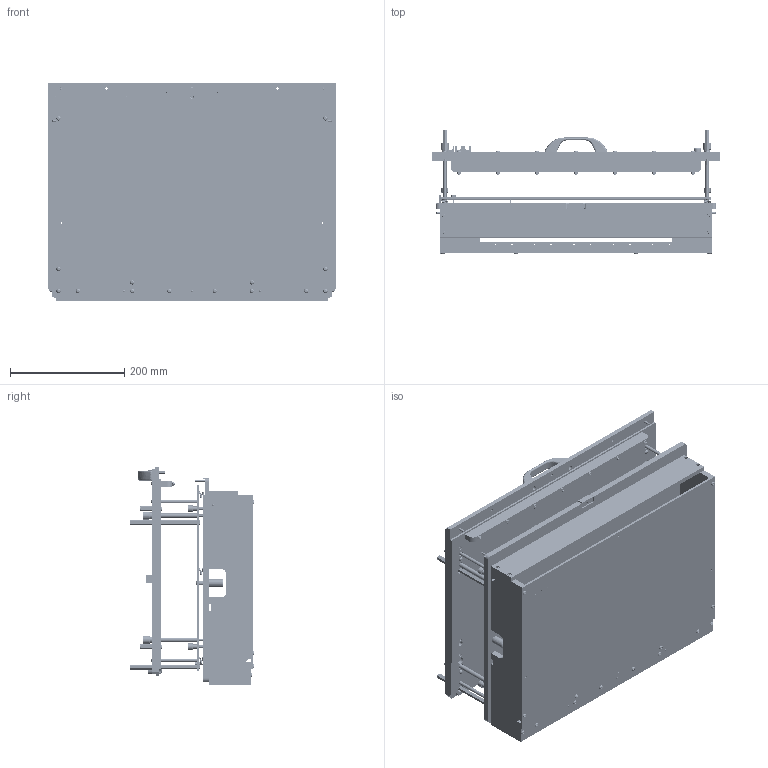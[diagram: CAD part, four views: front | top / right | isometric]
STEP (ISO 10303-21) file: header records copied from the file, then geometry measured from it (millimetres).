
FILE_DESCRIPTION (( 'STEP AP214' ), '1' );
FILE_NAME ('INGUN_108813.STEP', '2022-07-22T06:44:56', ( '' ), ( '' ), 'SwSTEP 2.0', 'SolidWorks 2018', '' );
FILE_SCHEMA (( 'AUTOMOTIVE_DESIGN' ));
Length unit declared in the file: millimetre
Products named in the file (58): GKS-114-0015~-g-k-s_Hub = 08,0 <S>; 108751~1; 45878~2_S; DIN934~n_M04,0; Gewindebuchse~n_M04-09,5 offen; 114220~0_S; DIN914~n_M04,0x25; 3917~3_M 3 A; DIN125~n_03,2 M03,0; INGUN_108813; 46862~0_S; 108753~1_S; 41899~3_flexiebel <S>; 3699~0; ISO7380~n_M04,0x020; DIN6325~n_03,0m6x016; 53731~0; DIN912~n_M04,0x012; 47719~0_S; 45716~1_flexibel <S>; DIN7979~n_04,0m6x020M3; SKB-II~-s-k-i-i_M4,0x73 St; 108752~1_S; ISO7380~n_M03,0x006; 108751~1_S; 2393~0_S; ISO7380~n_M04,0x040; 108523~0_S; ISO7380~n_M04,0x012; SKB-II~-s-k-i-i_M4,0x40 Ku; 32457~0_S; 113166~0_S; 53338~0; 108770~1_S; 41880~3; DIN6325~n_03,0m6x024; 3283~0; DIN6325~n_04,0m6x016; 41367~6_S; 46869~0_S ...
Assembly tree (159 placements, depth 4):
  INGUN_108813
    108754~1_S
      45716~1_flexibel <S>
        32457~0_S
        DIN7979~n_04,0m6x020M3  x2
        ISO7380~n_M03,0x006  x2
        41369~1_S  x4
        ISO7380~n_M04,0x020  x4
        DIN912~n_M03,0x012  x2
        2393~0_S  x2
        DIN125~n_03,2 M03,0  x2
      108753~1_S
      41367~6_S  x3
      ISO7380~n_M04,0x040  x7
      DIN934~n_M04,0  x7
      SKB-II~-s-k-i-i_M4,0x73 St  x4
      SKB-II~-s-k-i-i_M4,0x40 Ku  x4
      46862~0_S
      3283~0  x4
      DIN914~n_M04,0x25  x4
      ISO7380~n_M04,0x020  x4
      SKB-II~-s-k-i-i_M4,0x22 Ku  x4
      DIN912~n_M08,0x012
      47719~0_S
      113166~0_S
        3699~0
      DIN7991~n_M03,0x008 VA  x2
    108750~1_S
      108751~1_S
        108751~1
        Gewindebuchse~n_M04-09,5 offen  x6
      108770~1_S
        108770~1_S
        Gewindebuchse~n_M05-03,9 offen  x4
      41899~3_flexiebel <S>
        KS-113-Master~-k-s_KS-113 23
        GKS-114-0015~-g-k-s_Hub = 08,0 <S>
        53731~0
        3917~3_M 3 A
      108752~1_S
        108752~1_S
        DIN6325~n_04,0m6x016
      114220~0_S
        114220~0_S
        DIN6325~n_04,0m6x016
      45876~3
      44393~2_S
      45878~2_S
      43627~0_Hub 16mm<Standard>  x6
      2196~6  x2
      2229~6  x2
      46869~0_S  x4
      32293~0_S
      41880~3
      DIN7991~n_M03,0x008 VA
      53338~0  x4
      DIN912~n_M04,0x012  x4
      108523~0_S
      ISO7380~n_M04,0x012  x26
      DIN6325~n_03,0m6x016
Bounding box: 506 x 218.6 x 383 mm (x, y, z)
Volume: 6740703.8 mm3; surface area: 1781244.2 mm2
Topology: 152 solids, 152 shells, 5157 faces, 12376 edges, 7989 vertices
Faces by surface type: plane 2176, cylinder 2131, cone 554, torus 192, bspline 56, sphere 48
Entity records: 69983 total; most frequent: CARTESIAN_POINT 18204, DIRECTION 10662, ORIENTED_EDGE 9224, EDGE_CURVE 4612, AXIS2_PLACEMENT_3D 4233, VERTEX_POINT 2996, EDGE_LOOP 2492, CIRCLE 2199
